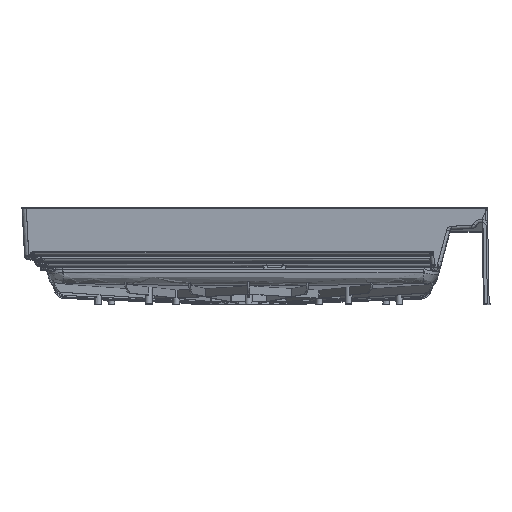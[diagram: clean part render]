
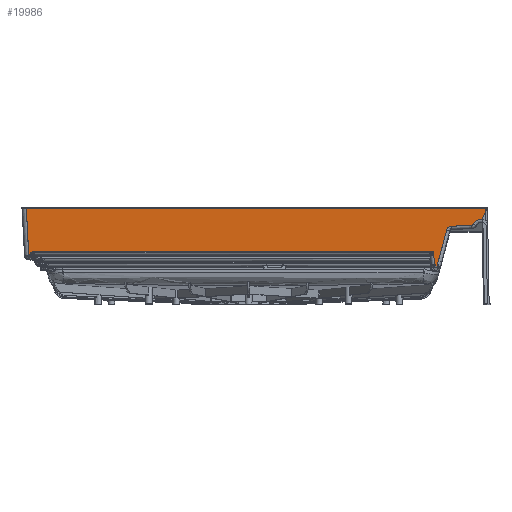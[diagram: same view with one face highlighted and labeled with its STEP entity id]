
A CAD part, top view. The second image highlights one B-rep face of the part: STEP entity #19986.
In plain terms, the highlighted planar face has unit normal (0, -0.052, 0.999).
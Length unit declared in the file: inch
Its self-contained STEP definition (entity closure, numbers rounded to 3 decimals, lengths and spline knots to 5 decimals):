
#373 = CARTESIAN_POINT ( 'NONE',  ( 16.46606, 5.77671, 23.94809 ) ) ;
#428 = CARTESIAN_POINT ( 'NONE',  ( -16.18992, 6.76724, 24. ) ) ;
#1677 = EDGE_CURVE ( 'NONE', #61590, #9060, #32842, .T. ) ;
#3543 = CARTESIAN_POINT ( 'NONE',  ( 17.59504, 7.27199, 24.02645 ) ) ;
#4287 = CARTESIAN_POINT ( 'NONE',  ( 16.33906, 5.51461, 23.93435 ) ) ;
#5993 = ORIENTED_EDGE ( 'NONE', *, *, #47158, .F. ) ;
#6057 = DIRECTION ( 'NONE',  ( -0.997, 0.074, 0.004 ) ) ;
#6154 = CARTESIAN_POINT ( 'NONE',  ( 16.72563, 5.9088, 23.95501 ) ) ;
#6633 = VECTOR ( 'NONE', #6057, 39.37008 ) ;
#7351 = EDGE_CURVE ( 'NONE', #24409, #57359, #15396, .T. ) ;
#8045 = EDGE_CURVE ( 'NONE', #42864, #24409, #51964, .T. ) ;
#8590 = EDGE_CURVE ( 'NONE', #15965, #62632, #51889, .T. ) ;
#8624 = ORIENTED_EDGE ( 'NONE', *, *, #1677, .F. ) ;
#8925 = CARTESIAN_POINT ( 'NONE',  ( 17.01776, 5.92073, 23.95564 ) ) ;
#9060 = VERTEX_POINT ( 'NONE', #30358 ) ;
#10925 = DIRECTION ( 'NONE',  ( 0., 0.999, 0.052 ) ) ;
#11492 = LINE ( 'NONE', #70459, #59690 ) ;
#11829 = ORIENTED_EDGE ( 'NONE', *, *, #25119, .F. ) ;
#12208 = VECTOR ( 'NONE', #62872, 39.37008 ) ;
#14224 = ORIENTED_EDGE ( 'NONE', *, *, #38608, .F. ) ;
#14645 = EDGE_CURVE ( 'NONE', #72595, #61590, #11492, .T. ) ;
#15396 =( BOUNDED_CURVE ( )  B_SPLINE_CURVE ( 3, ( #44847, #63680, #51755, #45604 ),
 .UNSPECIFIED., .F., .F. ) 
 B_SPLINE_CURVE_WITH_KNOTS ( ( 4, 4 ),
 ( 3.19395, 4.45059 ),
 .UNSPECIFIED. ) 
 CURVE ( )  GEOMETRIC_REPRESENTATION_ITEM ( )  RATIONAL_B_SPLINE_CURVE ( ( 1., 0.873, 0.873, 1. ) ) 
 REPRESENTATION_ITEM ( '' )  );
#15965 = VERTEX_POINT ( 'NONE', #54577 ) ;
#17010 = LINE ( 'NONE', #3543, #65307 ) ;
#17998 = LINE ( 'NONE', #58875, #6633 ) ;
#18215 = CARTESIAN_POINT ( 'NONE',  ( 18.75707, 6.76724, 24. ) ) ;
#19661 = CARTESIAN_POINT ( 'NONE',  ( 13.71213, 2.51059, 23.77692 ) ) ;
#19986 = ADVANCED_FACE ( 'NONE', ( #63725 ), #24024, .T. ) ;
#20678 = CARTESIAN_POINT ( 'NONE',  ( 13.68634, 2.41434, 23.77187 ) ) ;
#21793 = CARTESIAN_POINT ( 'NONE',  ( -16.00721, 3.28078, 23.81728 ) ) ;
#23494 = ORIENTED_EDGE ( 'NONE', *, *, #8045, .F. ) ;
#24024 = PLANE ( 'NONE',  #36787 ) ;
#24074 = DIRECTION ( 'NONE',  ( -0.999, -0.052, -0.003 ) ) ;
#24103 = VERTEX_POINT ( 'NONE', #49605 ) ;
#24409 = VERTEX_POINT ( 'NONE', #61045 ) ;
#24592 = ORIENTED_EDGE ( 'NONE', *, *, #63046, .F. ) ;
#25119 = EDGE_CURVE ( 'NONE', #39327, #52787, #31013, .T. ) ;
#27299 = VECTOR ( 'NONE', #28864, 39.37008 ) ;
#27822 = CARTESIAN_POINT ( 'NONE',  ( 16.31869, 5.47257, 23.93215 ) ) ;
#28311 = CARTESIAN_POINT ( 'NONE',  ( 13.44972, 3.48545, 23.82801 ) ) ;
#28864 = DIRECTION ( 'NONE',  ( -0.089, 0.995, 0.052 ) ) ;
#30358 = CARTESIAN_POINT ( 'NONE',  ( -15.86946, 3.2705, 23.81674 ) ) ;
#31013 = LINE ( 'NONE', #47994, #61736 ) ;
#31272 = ORIENTED_EDGE ( 'NONE', *, *, #56698, .F. ) ;
#31432 = ORIENTED_EDGE ( 'NONE', *, *, #7351, .F. ) ;
#32427 = CARTESIAN_POINT ( 'NONE',  ( 17.01228, 5.85718, 23.95231 ) ) ;
#32842 = LINE ( 'NONE', #50585, #12208 ) ;
#33740 = ORIENTED_EDGE ( 'NONE', *, *, #72953, .T. ) ;
#34744 = CARTESIAN_POINT ( 'NONE',  ( 18.75707, 2.51059, 23.77692 ) ) ;
#36267 = EDGE_CURVE ( 'NONE', #46563, #52787, #39344, .T. ) ;
#36787 = AXIS2_PLACEMENT_3D ( 'NONE', #18215, #65241, #10925 ) ;
#37443 = ORIENTED_EDGE ( 'NONE', *, *, #8590, .F. ) ;
#38036 = DIRECTION ( 'NONE',  ( -0.258, -0.965, -0.051 ) ) ;
#38608 = EDGE_CURVE ( 'NONE', #66549, #15965, #58069, .T. ) ;
#39012 = EDGE_CURVE ( 'NONE', #9060, #39327, #17998, .T. ) ;
#39327 = VERTEX_POINT ( 'NONE', #21793 ) ;
#39344 = LINE ( 'NONE', #64361, #54485 ) ;
#40811 = LINE ( 'NONE', #59302, #27299 ) ;
#42209 = DIRECTION ( 'NONE',  ( -0.052, 0.997, 0.052 ) ) ;
#42864 = VERTEX_POINT ( 'NONE', #66173 ) ;
#43417 = CARTESIAN_POINT ( 'NONE',  ( 17.37519, 6.76724, 24. ) ) ;
#44602 = LINE ( 'NONE', #20678, #68306 ) ;
#44641 = CARTESIAN_POINT ( 'NONE',  ( 17.03118, 5.97742, 23.95861 ) ) ;
#44847 = CARTESIAN_POINT ( 'NONE',  ( 14.74558, 5.36633, 23.92658 ) ) ;
#45087 = VERTEX_POINT ( 'NONE', #19661 ) ;
#45588 = ORIENTED_EDGE ( 'NONE', *, *, #14645, .F. ) ;
#45604 = CARTESIAN_POINT ( 'NONE',  ( 14.40298, 5.0889, 23.91204 ) ) ;
#46334 = CARTESIAN_POINT ( 'NONE',  ( 16.27976, 5.44673, 23.93079 ) ) ;
#46563 = VERTEX_POINT ( 'NONE', #43417 ) ;
#46667 = DIRECTION ( 'NONE',  ( -1., 0., 0. ) ) ;
#47158 = EDGE_CURVE ( 'NONE', #45087, #24103, #75991, .T. ) ;
#47217 = EDGE_CURVE ( 'NONE', #62632, #42864, #62109, .T. ) ;
#47818 = CARTESIAN_POINT ( 'NONE',  ( 16.33906, 5.51461, 23.93435 ) ) ;
#47994 = CARTESIAN_POINT ( 'NONE',  ( -16.09446, 4.94575, 23.90454 ) ) ;
#48335 = VECTOR ( 'NONE', #24074, 39.37008 ) ;
#49605 = CARTESIAN_POINT ( 'NONE',  ( 13.53691, 2.51059, 23.77692 ) ) ;
#50585 = CARTESIAN_POINT ( 'NONE',  ( -15.63282, 8.36143, 24.08355 ) ) ;
#51755 = CARTESIAN_POINT ( 'NONE',  ( 14.44656, 5.25155, 23.92057 ) ) ;
#51889 =( BOUNDED_CURVE ( )  B_SPLINE_CURVE ( 3, ( #59359, #6154, #373, #47818 ),
 .UNSPECIFIED., .F., .F. ) 
 B_SPLINE_CURVE_WITH_KNOTS ( ( 4, 4 ),
 ( 2.96343, 4.26118 ),
 .UNSPECIFIED. ) 
 CURVE ( )  GEOMETRIC_REPRESENTATION_ITEM ( )  RATIONAL_B_SPLINE_CURVE ( ( 1., 0.865, 0.865, 1. ) ) 
 REPRESENTATION_ITEM ( '' )  );
#51964 = LINE ( 'NONE', #54533, #48335 ) ;
#52787 = VERTEX_POINT ( 'NONE', #428 ) ;
#53608 = CARTESIAN_POINT ( 'NONE',  ( 16.33906, 5.51461, 23.93435 ) ) ;
#54485 = VECTOR ( 'NONE', #46667, 39.37008 ) ;
#54533 = CARTESIAN_POINT ( 'NONE',  ( 18.81947, 5.57983, 23.93777 ) ) ;
#54577 = CARTESIAN_POINT ( 'NONE',  ( 17.01228, 5.85718, 23.95231 ) ) ;
#54720 = ORIENTED_EDGE ( 'NONE', *, *, #47217, .F. ) ;
#56698 = EDGE_CURVE ( 'NONE', #24103, #72595, #40811, .T. ) ;
#56755 = EDGE_LOOP ( 'NONE', ( #24592, #31432, #23494, #54720, #37443, #14224, #33740, #64390, #11829, #71007, #8624, #45588, #31272, #5993 ) ) ;
#57359 = VERTEX_POINT ( 'NONE', #58346 ) ;
#57535 = DIRECTION ( 'NONE',  ( 0.399, 0.916, 0.048 ) ) ;
#58069 =( BOUNDED_CURVE ( )  B_SPLINE_CURVE ( 3, ( #60586, #61705, #8925, #32427 ),
 .UNSPECIFIED., .F., .F. ) 
 B_SPLINE_CURVE_WITH_KNOTS ( ( 4, 4 ),
 ( 3.25587, 3.60851 ),
 .UNSPECIFIED. ) 
 CURVE ( )  GEOMETRIC_REPRESENTATION_ITEM ( )  RATIONAL_B_SPLINE_CURVE ( ( 1., 0.99, 0.99, 1. ) ) 
 REPRESENTATION_ITEM ( '' )  );
#58346 = CARTESIAN_POINT ( 'NONE',  ( 14.40298, 5.0889, 23.91204 ) ) ;
#58875 = CARTESIAN_POINT ( 'NONE',  ( 18.3047, 0.72075, 23.68312 ) ) ;
#59302 = CARTESIAN_POINT ( 'NONE',  ( 13.20055, 6.27167, 23.97403 ) ) ;
#59359 = CARTESIAN_POINT ( 'NONE',  ( 17.01228, 5.85718, 23.95231 ) ) ;
#59690 = VECTOR ( 'NONE', #70061, 39.37008 ) ;
#60586 = CARTESIAN_POINT ( 'NONE',  ( 17.03118, 5.97742, 23.95861 ) ) ;
#61045 = CARTESIAN_POINT ( 'NONE',  ( 14.74558, 5.36633, 23.92658 ) ) ;
#61590 = VERTEX_POINT ( 'NONE', #74436 ) ;
#61705 = CARTESIAN_POINT ( 'NONE',  ( 17.02413, 5.96123, 23.95776 ) ) ;
#61736 = VECTOR ( 'NONE', #42209, 39.37008 ) ;
#62109 =( BOUNDED_CURVE ( )  B_SPLINE_CURVE ( 3, ( #4287, #27822, #46334, #70188 ),
 .UNSPECIFIED., .F., .F. ) 
 B_SPLINE_CURVE_WITH_KNOTS ( ( 4, 4 ),
 ( 5.16359, 6.23083 ),
 .UNSPECIFIED. ) 
 CURVE ( )  GEOMETRIC_REPRESENTATION_ITEM ( )  RATIONAL_B_SPLINE_CURVE ( ( 1., 0.907, 0.907, 1. ) ) 
 REPRESENTATION_ITEM ( '' )  );
#62632 = VERTEX_POINT ( 'NONE', #53608 ) ;
#62872 = DIRECTION ( 'NONE',  ( -0.046, -0.998, -0.052 ) ) ;
#63046 = EDGE_CURVE ( 'NONE', #57359, #45087, #44602, .T. ) ;
#63612 = VECTOR ( 'NONE', #70576, 39.37008 ) ;
#63680 = CARTESIAN_POINT ( 'NONE',  ( 14.57742, 5.35751, 23.92612 ) ) ;
#63725 = FACE_OUTER_BOUND ( 'NONE', #56755, .T. ) ;
#64361 = CARTESIAN_POINT ( 'NONE',  ( 18.75707, 6.76724, 24. ) ) ;
#64390 = ORIENTED_EDGE ( 'NONE', *, *, #36267, .T. ) ;
#65241 = DIRECTION ( 'NONE',  ( 0., -0.052, 0.999 ) ) ;
#65307 = VECTOR ( 'NONE', #57535, 39.37008 ) ;
#66173 = CARTESIAN_POINT ( 'NONE',  ( 16.23311, 5.44428, 23.93067 ) ) ;
#66549 = VERTEX_POINT ( 'NONE', #44641 ) ;
#68306 = VECTOR ( 'NONE', #38036, 39.37008 ) ;
#70061 = DIRECTION ( 'NONE',  ( -1., 0., 0. ) ) ;
#70188 = CARTESIAN_POINT ( 'NONE',  ( 16.23311, 5.44428, 23.93067 ) ) ;
#70459 = CARTESIAN_POINT ( 'NONE',  ( 18.75707, 3.48545, 23.82801 ) ) ;
#70576 = DIRECTION ( 'NONE',  ( -1., 0., 0. ) ) ;
#71007 = ORIENTED_EDGE ( 'NONE', *, *, #39012, .F. ) ;
#72595 = VERTEX_POINT ( 'NONE', #28311 ) ;
#72953 = EDGE_CURVE ( 'NONE', #66549, #46563, #17010, .T. ) ;
#74436 = CARTESIAN_POINT ( 'NONE',  ( -15.85947, 3.48545, 23.82801 ) ) ;
#75991 = LINE ( 'NONE', #34744, #63612 ) ;
